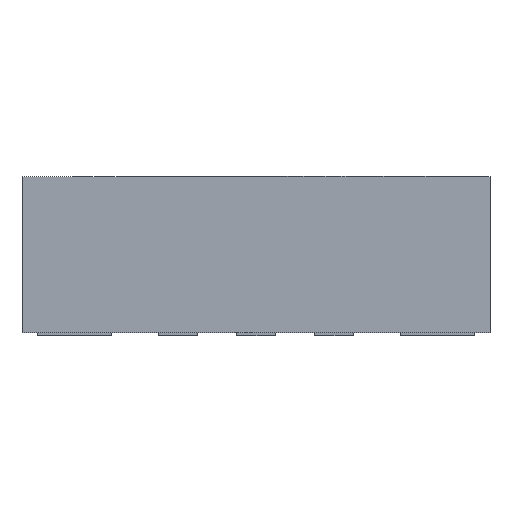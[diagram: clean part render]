
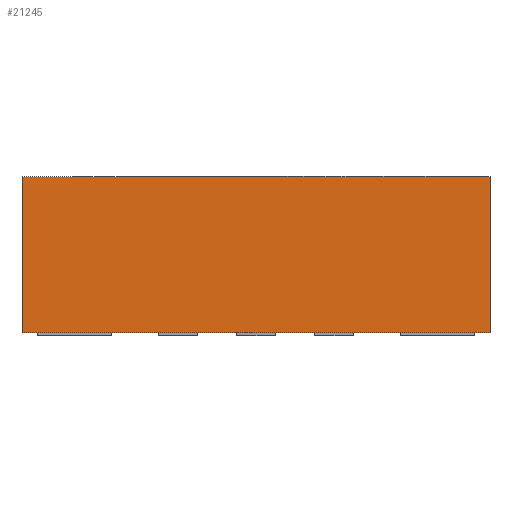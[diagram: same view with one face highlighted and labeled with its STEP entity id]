
A CAD part, front view. The second image highlights one B-rep face of the part: STEP entity #21245.
In plain terms, the highlighted planar face has unit normal (0, -1, 0).
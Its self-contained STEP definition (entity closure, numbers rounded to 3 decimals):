
#107 = CARTESIAN_POINT ( 'NONE',  ( -1.5, -2.25, 0.02 ) ) ;
#455 = VECTOR ( 'NONE', #20580, 1000. ) ;
#1311 = LINE ( 'NONE', #7928, #7432 ) ;
#1500 = CARTESIAN_POINT ( 'NONE',  ( 1.5, -2.25, 1.02 ) ) ;
#1956 = DIRECTION ( 'NONE',  ( 0., 0., -1. ) ) ;
#2794 = CARTESIAN_POINT ( 'NONE',  ( -1.5, -2.25, 1.02 ) ) ;
#2801 = VERTEX_POINT ( 'NONE', #19701 ) ;
#2905 = VERTEX_POINT ( 'NONE', #15491 ) ;
#6610 = ORIENTED_EDGE ( 'NONE', *, *, #23025, .F. ) ;
#7432 = VECTOR ( 'NONE', #19039, 1000. ) ;
#7928 = CARTESIAN_POINT ( 'NONE',  ( -1.5, -2.25, 0.02 ) ) ;
#9238 = EDGE_LOOP ( 'NONE', ( #14534, #6610, #18367, #22372 ) ) ;
#9332 = VECTOR ( 'NONE', #10019, 1000. ) ;
#10019 = DIRECTION ( 'NONE',  ( 1., 0., 0. ) ) ;
#10556 = VERTEX_POINT ( 'NONE', #21553 ) ;
#11222 = AXIS2_PLACEMENT_3D ( 'NONE', #12469, #22864, #11982 ) ;
#11982 = DIRECTION ( 'NONE',  ( 0., 0., 1. ) ) ;
#12469 = CARTESIAN_POINT ( 'NONE',  ( -1.5, -2.25, 1.02 ) ) ;
#12534 = LINE ( 'NONE', #1500, #17311 ) ;
#13073 = CARTESIAN_POINT ( 'NONE',  ( -1.5, -2.25, 1.02 ) ) ;
#13148 = EDGE_CURVE ( 'NONE', #2905, #17347, #16825, .T. ) ;
#13997 = FACE_OUTER_BOUND ( 'NONE', #9238, .T. ) ;
#14534 = ORIENTED_EDGE ( 'NONE', *, *, #21076, .T. ) ;
#15491 = CARTESIAN_POINT ( 'NONE',  ( -1.5, -2.25, 1.02 ) ) ;
#15749 = EDGE_CURVE ( 'NONE', #2905, #2801, #18975, .T. ) ;
#15865 = PLANE ( 'NONE',  #11222 ) ;
#16825 = LINE ( 'NONE', #13073, #455 ) ;
#17311 = VECTOR ( 'NONE', #1956, 1000. ) ;
#17347 = VERTEX_POINT ( 'NONE', #107 ) ;
#18367 = ORIENTED_EDGE ( 'NONE', *, *, #15749, .F. ) ;
#18975 = LINE ( 'NONE', #2794, #9332 ) ;
#19039 = DIRECTION ( 'NONE',  ( 1., 0., 0. ) ) ;
#19701 = CARTESIAN_POINT ( 'NONE',  ( 1.5, -2.25, 1.02 ) ) ;
#20580 = DIRECTION ( 'NONE',  ( 0., 0., -1. ) ) ;
#21076 = EDGE_CURVE ( 'NONE', #17347, #10556, #1311, .T. ) ;
#21245 = ADVANCED_FACE ( 'NONE', ( #13997 ), #15865, .F. ) ;
#21553 = CARTESIAN_POINT ( 'NONE',  ( 1.5, -2.25, 0.02 ) ) ;
#22372 = ORIENTED_EDGE ( 'NONE', *, *, #13148, .T. ) ;
#22864 = DIRECTION ( 'NONE',  ( 0., 1., 0. ) ) ;
#23025 = EDGE_CURVE ( 'NONE', #2801, #10556, #12534, .T. ) ;
